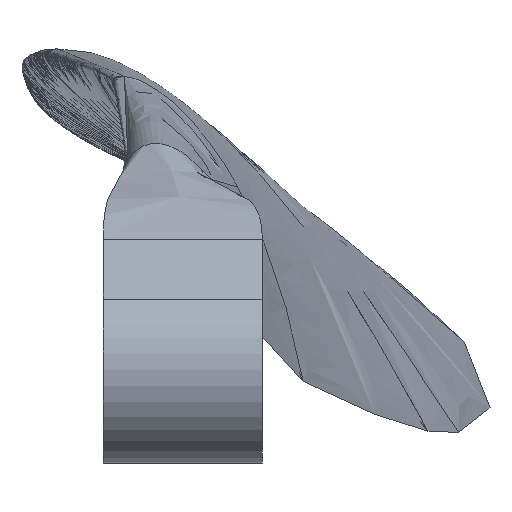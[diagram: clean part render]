
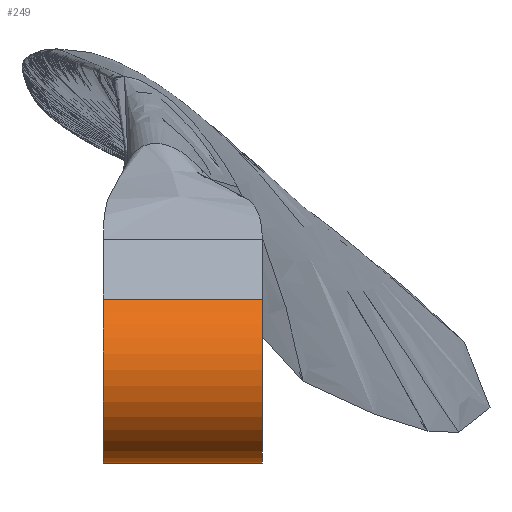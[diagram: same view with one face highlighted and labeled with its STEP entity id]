
A CAD part, front view. The second image highlights one B-rep face of the part: STEP entity #249.
In plain terms, the highlighted cylindrical face has radius 3.5 mm (diameter 7 mm), a partial arc.
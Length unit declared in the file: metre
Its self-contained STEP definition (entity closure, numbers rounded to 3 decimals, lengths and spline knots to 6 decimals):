
#37=VECTOR('',#301,1.);
#38=VECTOR('',#302,1.);
#47=LINE('',#1384,#37);
#48=LINE('',#1385,#38);
#60=CIRCLE('',#3392,0.0035);
#61=CIRCLE('',#3394,0.0035);
#63=CYLINDRICAL_SURFACE('',#3393,0.0035);
#88=VERTEX_POINT('',#1373);
#89=VERTEX_POINT('',#1374);
#92=VERTEX_POINT('',#1382);
#93=VERTEX_POINT('',#1383);
#119=EDGE_CURVE('',#88,#89,#60,.T.);
#123=EDGE_CURVE('',#92,#93,#61,.T.);
#124=EDGE_CURVE('',#93,#88,#47,.T.);
#125=EDGE_CURVE('',#89,#92,#48,.T.);
#162=ORIENTED_EDGE('',*,*,#123,.T.);
#163=ORIENTED_EDGE('',*,*,#124,.T.);
#164=ORIENTED_EDGE('',*,*,#119,.T.);
#165=ORIENTED_EDGE('',*,*,#125,.T.);
#213=EDGE_LOOP('',(#162,#163,#164,#165));
#232=FACE_BOUND('',#213,.T.);
#249=ADVANCED_FACE('',(#232),#63,.T.);
#292=DIRECTION('',(-1.,0.,0.));
#293=DIRECTION('',(0.,0.,-0.003));
#297=DIRECTION('',(-1.,0.,0.));
#298=DIRECTION('',(0.,0.,-0.003));
#299=DIRECTION('',(1.,0.,0.));
#300=DIRECTION('',(0.,-0.003,0.));
#301=DIRECTION('',(1.,0.,0.));
#302=DIRECTION('',(-1.,0.,0.));
#1372=CARTESIAN_POINT('',(0.003221,0.013497,-0.007229));
#1373=CARTESIAN_POINT('',(0.003221,0.015747,-0.00991));
#1374=CARTESIAN_POINT('',(0.003221,0.011247,-0.004548));
#1380=CARTESIAN_POINT('',(-0.000586,0.013497,-0.007229));
#1381=CARTESIAN_POINT('',(-0.002779,0.013497,-0.007229));
#1382=CARTESIAN_POINT('',(-0.002779,0.011247,-0.004548));
#1383=CARTESIAN_POINT('',(-0.002779,0.015747,-0.00991));
#1384=CARTESIAN_POINT('',(-0.000586,0.015747,-0.00991));
#1385=CARTESIAN_POINT('',(0.001313,0.011247,-0.004548));
#3392=AXIS2_PLACEMENT_3D('',#1372,#292,#293);
#3393=AXIS2_PLACEMENT_3D('',#1380,#297,#298);
#3394=AXIS2_PLACEMENT_3D('',#1381,#299,#300);
